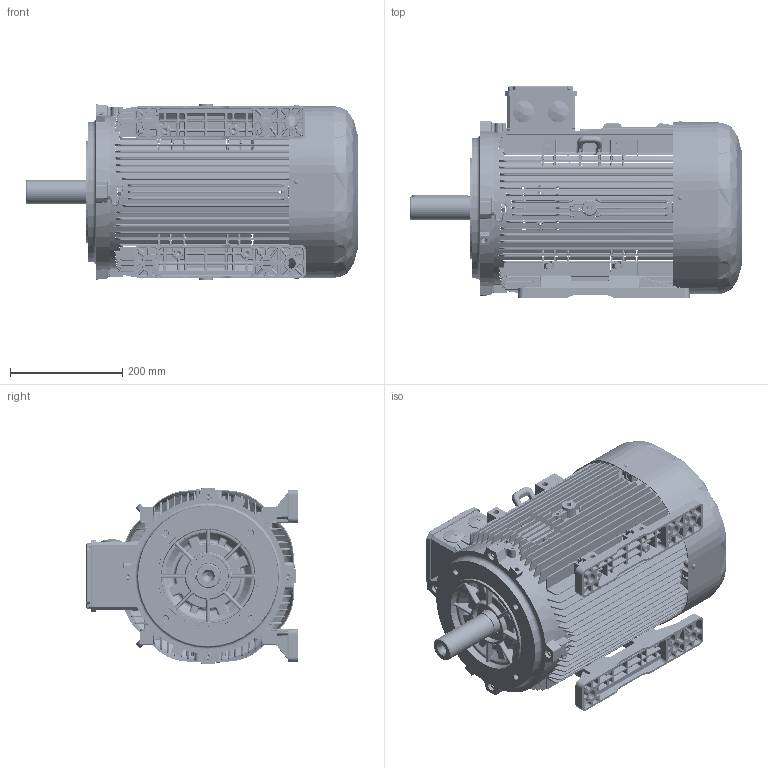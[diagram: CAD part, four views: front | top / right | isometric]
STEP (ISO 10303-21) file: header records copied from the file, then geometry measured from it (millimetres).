
FILE_DESCRIPTION(/* description */ (''),/* implementation_level */ '2;1');
FILE_NAME(/* name */ 'DIS GORUNUS QH160 PC_x_t.stp',/* time_stamp */ '2024-07-29T20:17:30+03:00',/* author */ (''),/* organization */ (''),/* preprocessor_version */ 'ST-DEVELOPER v18.102',/* originating_system */ 'SIEMENS PLM Software NX2206.8101',/* authorisation */ '');
FILE_SCHEMA (('AP203_CONFIGURATION_CONTROLLED_3D_DESIGN_OF_MECHANICAL_PARTS_AND_ASSEMBLIES_MIM_LF { 1 0 10303 403 2 1 2}'));
Products named in the file (1): DIS GORUNUS QH160 PC_x_t_objects
Bounding box: 591 x 377.75 x 314 mm (x, y, z)
Surface area: 1748566.5 mm2 (no closed solid volume)
Topology: 0 solids, 130 shells, 7846 faces, 24772 edges, 15956 vertices
Faces by surface type: cylinder 3058, plane 2019, bspline 2018, torus 333, cone 280, sphere 138
Full cylindrical faces by diameter (mm): 7 x2, 8 x10, 10 x1, 10.3 x4, 14 x1, 15 x4, 17 x1, 25 x1, 41.6 x1, 42 x1, 45 x1, 72 x2, 85.63 x1, 91 x1, 168 x1, 180 x1, 272.5 x1
Entity records: 323817 total; most frequent: CARTESIAN_POINT 114934, DIRECTION 43308, ORIENTED_EDGE 38452, EDGE_CURVE 24442, AXIS2_PLACEMENT_3D 16738, VERTEX_POINT 15892, LINE 9832, VECTOR 9832
